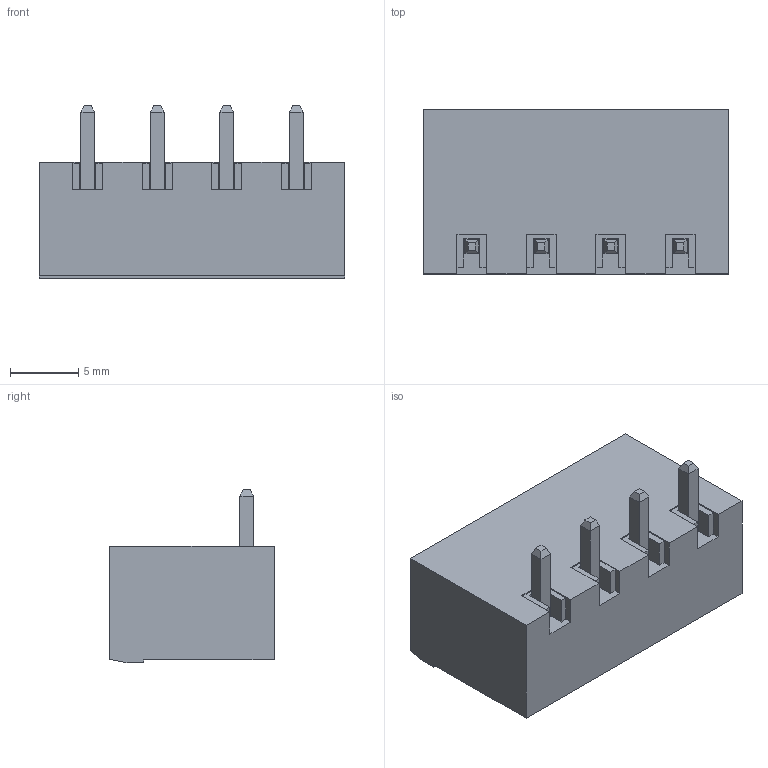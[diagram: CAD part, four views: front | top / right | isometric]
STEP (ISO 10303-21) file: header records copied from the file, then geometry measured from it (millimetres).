
FILE_DESCRIPTION (( 'STEP AP214' ), '1' );
FILE_NAME ('6CAFA5D9-5D76-47AA-8FCE-80159AA97424.STEP', '2024-06-09T16:40:09', ( '' ), ( '' ), 'SwSTEP 2.0', 'SolidWorks 2022', '' );
FILE_SCHEMA (( 'AUTOMOTIVE_DESIGN' ));
Length unit declared in the file: millimetre
Products named in the file (1): 6CAFA5D9-5D76-47AA-8FCE-80159AA97424
Bounding box: 22.32 x 12 x 12.65 mm (x, y, z)
Volume: 992.4 mm3; surface area: 1879.3 mm2
Topology: 1 solids, 1 shells, 221 faces, 585 edges, 374 vertices
Faces by surface type: plane 201, torus 8, cylinder 8, bspline 4
Entity records: 8914 total; most frequent: CARTESIAN_POINT 1353, ORIENTED_EDGE 1170, DIRECTION 1021, EDGE_CURVE 585, LINE 489, VECTOR 489, VERTEX_POINT 374, AXIS2_PLACEMENT_3D 266
